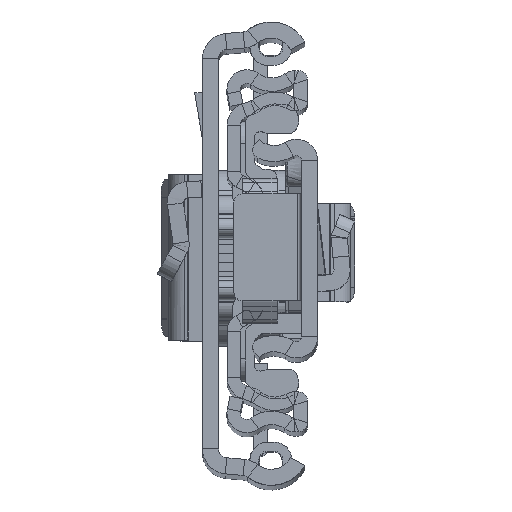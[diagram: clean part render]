
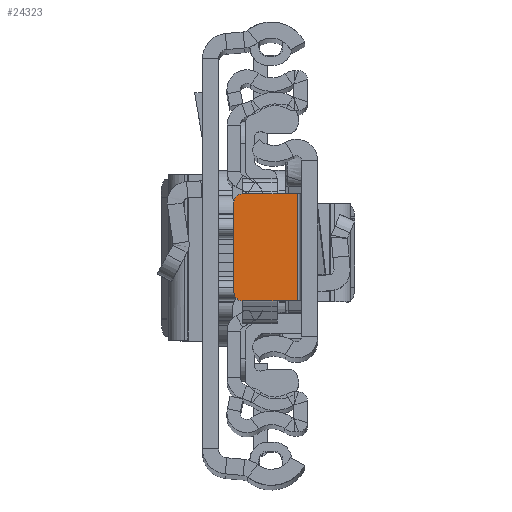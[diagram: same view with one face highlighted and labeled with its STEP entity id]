
A CAD part, top view. The second image highlights one B-rep face of the part: STEP entity #24323.
In plain terms, the highlighted planar face has unit normal (0, 0, 1).
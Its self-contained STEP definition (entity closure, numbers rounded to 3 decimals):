
#1546 = ORIENTED_EDGE ( 'NONE', *, *, #19781, .T. ) ;
#1678 = CARTESIAN_POINT ( 'NONE',  ( -8.4, -5.849, -6.8 ) ) ;
#2183 = AXIS2_PLACEMENT_3D ( 'NONE', #16646, #19497, #28733 ) ;
#2490 = CARTESIAN_POINT ( 'NONE',  ( -9.4, -4.849, -6.8 ) ) ;
#2843 = EDGE_CURVE ( 'NONE', #12609, #26846, #26200, .T. ) ;
#4414 = CARTESIAN_POINT ( 'NONE',  ( -2.3, 6.151, -6.8 ) ) ;
#5469 = CARTESIAN_POINT ( 'NONE',  ( -9.4, 6.151, -6.8 ) ) ;
#5613 = PLANE ( 'NONE',  #14927 ) ;
#5652 = EDGE_CURVE ( 'NONE', #13067, #26106, #18592, .T. ) ;
#6456 = DIRECTION ( 'NONE',  ( 1., 0., 0. ) ) ;
#7514 = CARTESIAN_POINT ( 'NONE',  ( -9.4, -5.849, -6.8 ) ) ;
#8733 = DIRECTION ( 'NONE',  ( 0., 0., 1. ) ) ;
#8843 = LINE ( 'NONE', #9147, #14129 ) ;
#9147 = CARTESIAN_POINT ( 'NONE',  ( -2.3, 6.151, -6.8 ) ) ;
#9780 = LINE ( 'NONE', #7514, #11206 ) ;
#10108 = ORIENTED_EDGE ( 'NONE', *, *, #14241, .T. ) ;
#10415 = CIRCLE ( 'NONE', #2183, 1. ) ;
#11206 = VECTOR ( 'NONE', #16737, 1000. ) ;
#12144 = VERTEX_POINT ( 'NONE', #1678 ) ;
#12609 = VERTEX_POINT ( 'NONE', #2490 ) ;
#12674 = VECTOR ( 'NONE', #14719, 1000. ) ;
#13067 = VERTEX_POINT ( 'NONE', #13820 ) ;
#13820 = CARTESIAN_POINT ( 'NONE',  ( -8.4, 6.151, -6.8 ) ) ;
#13872 = ORIENTED_EDGE ( 'NONE', *, *, #26646, .F. ) ;
#14129 = VECTOR ( 'NONE', #18364, 1000. ) ;
#14241 = EDGE_CURVE ( 'NONE', #13067, #26846, #18898, .T. ) ;
#14719 = DIRECTION ( 'NONE',  ( 0., 1., 0. ) ) ;
#14927 = AXIS2_PLACEMENT_3D ( 'NONE', #26333, #26482, #19373 ) ;
#15594 = EDGE_CURVE ( 'NONE', #24324, #12144, #9780, .T. ) ;
#16646 = CARTESIAN_POINT ( 'NONE',  ( -8.4, -4.849, -6.8 ) ) ;
#16737 = DIRECTION ( 'NONE',  ( -1., 0., 0. ) ) ;
#18298 = CARTESIAN_POINT ( 'NONE',  ( -1.8, 6.151, -6.8 ) ) ;
#18364 = DIRECTION ( 'NONE',  ( 0., -1., 0. ) ) ;
#18592 = LINE ( 'NONE', #18298, #22387 ) ;
#18613 = ORIENTED_EDGE ( 'NONE', *, *, #2843, .F. ) ;
#18898 = CIRCLE ( 'NONE', #28088, 1. ) ;
#19223 = FACE_OUTER_BOUND ( 'NONE', #27465, .T. ) ;
#19373 = DIRECTION ( 'NONE',  ( 1., 0., 0. ) ) ;
#19497 = DIRECTION ( 'NONE',  ( 0., 0., 1. ) ) ;
#19781 = EDGE_CURVE ( 'NONE', #12609, #12144, #10415, .T. ) ;
#22387 = VECTOR ( 'NONE', #29792, 1000. ) ;
#23070 = CARTESIAN_POINT ( 'NONE',  ( -8.4, 5.151, -6.8 ) ) ;
#23646 = ORIENTED_EDGE ( 'NONE', *, *, #15594, .F. ) ;
#24323 = ADVANCED_FACE ( 'NONE', ( #19223 ), #5613, .T. ) ;
#24324 = VERTEX_POINT ( 'NONE', #24354 ) ;
#24354 = CARTESIAN_POINT ( 'NONE',  ( -2.3, -5.849, -6.8 ) ) ;
#26106 = VERTEX_POINT ( 'NONE', #4414 ) ;
#26200 = LINE ( 'NONE', #5469, #12674 ) ;
#26333 = CARTESIAN_POINT ( 'NONE',  ( 0., 0., -6.8 ) ) ;
#26482 = DIRECTION ( 'NONE',  ( 0., 0., 1. ) ) ;
#26646 = EDGE_CURVE ( 'NONE', #26106, #24324, #8843, .T. ) ;
#26846 = VERTEX_POINT ( 'NONE', #28940 ) ;
#27465 = EDGE_LOOP ( 'NONE', ( #18613, #1546, #23646, #13872, #29145, #10108 ) ) ;
#28088 = AXIS2_PLACEMENT_3D ( 'NONE', #23070, #8733, #6456 ) ;
#28733 = DIRECTION ( 'NONE',  ( 1., 0., 0. ) ) ;
#28940 = CARTESIAN_POINT ( 'NONE',  ( -9.4, 5.151, -6.8 ) ) ;
#29145 = ORIENTED_EDGE ( 'NONE', *, *, #5652, .F. ) ;
#29792 = DIRECTION ( 'NONE',  ( 1., 0., 0. ) ) ;
